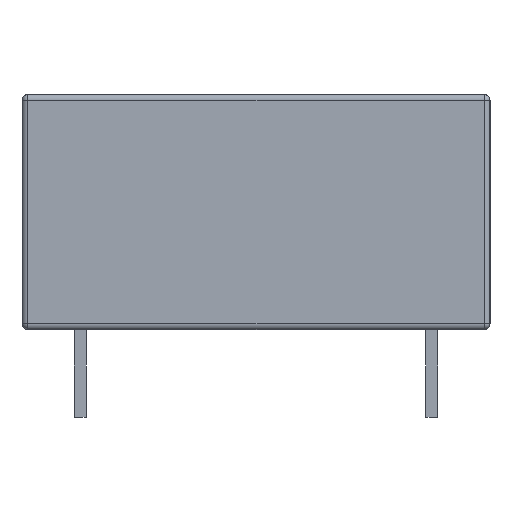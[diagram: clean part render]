
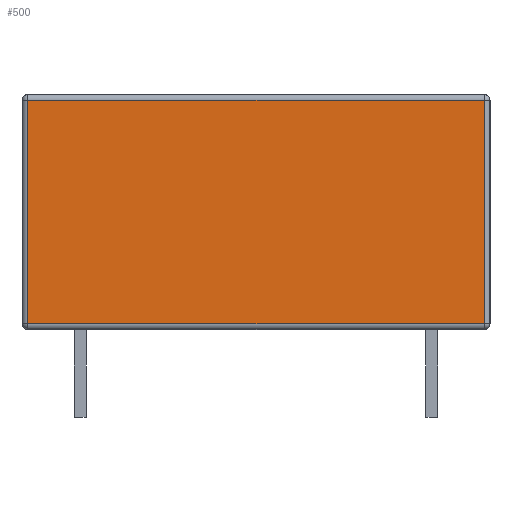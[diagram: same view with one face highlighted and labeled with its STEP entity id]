
A CAD part, left-side view. The second image highlights one B-rep face of the part: STEP entity #500.
In plain terms, the highlighted planar face has unit normal (-1, 0, 0).
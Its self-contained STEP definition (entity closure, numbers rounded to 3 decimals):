
#500 = ADVANCED_FACE( '', ( #1139 ), #1140, .F. );
#1139 = FACE_OUTER_BOUND( '', #1910, .T. );
#1140 = PLANE( '', #1911 );
#1910 = EDGE_LOOP( '', ( #3790, #3791, #3792, #3793 ) );
#1911 = AXIS2_PLACEMENT_3D( '', #3794, #3795, #3796 );
#3790 = ORIENTED_EDGE( '', *, *, #5604, .T. );
#3791 = ORIENTED_EDGE( '', *, *, #5241, .T. );
#3792 = ORIENTED_EDGE( '', *, *, #5039, .T. );
#3793 = ORIENTED_EDGE( '', *, *, #5391, .T. );
#3794 = CARTESIAN_POINT( '', ( -16., 10.15, 5.1 ) );
#3795 = DIRECTION( '', ( 1., 0., 0. ) );
#3796 = DIRECTION( '', ( 0., 0., -1. ) );
#5039 = EDGE_CURVE( '', #5859, #5857, #5860, .T. );
#5241 = EDGE_CURVE( '', #6150, #5859, #6208, .T. );
#5391 = EDGE_CURVE( '', #5857, #6437, #6440, .F. );
#5604 = EDGE_CURVE( '', #6437, #6150, #6751, .F. );
#5857 = VERTEX_POINT( '', #7192 );
#5859 = VERTEX_POINT( '', #7194 );
#5860 = LINE( '', #7195, #7196 );
#6150 = VERTEX_POINT( '', #7880 );
#6208 = LINE( '', #8076, #8077 );
#6437 = VERTEX_POINT( '', #8539 );
#6440 = LINE( '', #8542, #8543 );
#6751 = LINE( '', #9660, #9661 );
#7192 = CARTESIAN_POINT( '', ( -16., -9.9, -4.85 ) );
#7194 = CARTESIAN_POINT( '', ( -16., 9.9, -4.85 ) );
#7195 = CARTESIAN_POINT( '', ( -16., 10.15, -4.85 ) );
#7196 = VECTOR( '', #10281, 1000. );
#7880 = CARTESIAN_POINT( '', ( -16., 9.9, 4.85 ) );
#8076 = CARTESIAN_POINT( '', ( -16., 9.9, 5.1 ) );
#8077 = VECTOR( '', #10376, 1000. );
#8539 = CARTESIAN_POINT( '', ( -16., -9.9, 4.85 ) );
#8542 = CARTESIAN_POINT( '', ( -16., -9.9, 5.1 ) );
#8543 = VECTOR( '', #10465, 1000. );
#9660 = CARTESIAN_POINT( '', ( -16., 10.15, 4.85 ) );
#9661 = VECTOR( '', #10549, 1000. );
#10281 = DIRECTION( '', ( 0., -1., 0. ) );
#10376 = DIRECTION( '', ( 0., 0., -1. ) );
#10465 = DIRECTION( '', ( 0., 0., -1. ) );
#10549 = DIRECTION( '', ( 0., -1., 0. ) );
